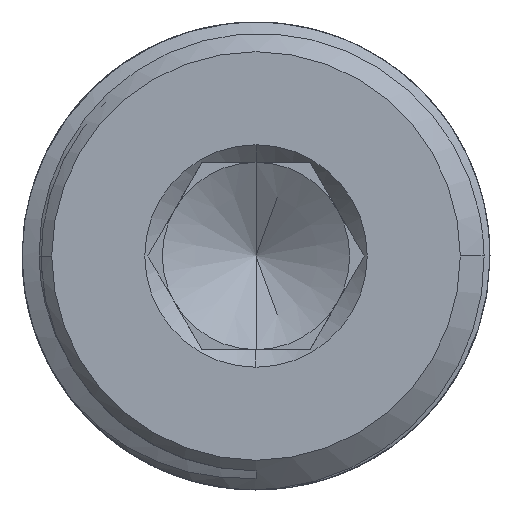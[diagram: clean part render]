
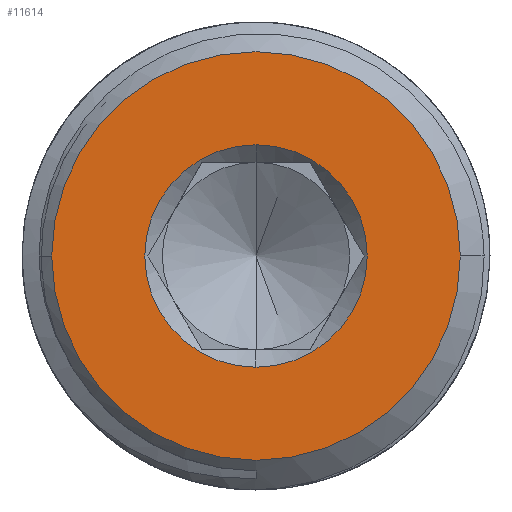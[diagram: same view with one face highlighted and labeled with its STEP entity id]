
A CAD part, left-side view. The second image highlights one B-rep face of the part: STEP entity #11614.
In plain terms, the highlighted planar face has unit normal (-1, 0, 0).
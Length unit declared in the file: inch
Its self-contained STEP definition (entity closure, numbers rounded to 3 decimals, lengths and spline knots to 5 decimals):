
#433 = EDGE_LOOP ( 'NONE', ( #6697, #7686 ) ) ;
#456 = AXIS2_PLACEMENT_3D ( 'NONE', #13483, #8070, #2598 ) ;
#584 = CARTESIAN_POINT ( 'NONE',  ( 0., 0., 0.18701 ) ) ;
#694 = CIRCLE ( 'NONE', #13591, 0.18701 ) ;
#971 = VERTEX_POINT ( 'NONE', #13739 ) ;
#1142 = CIRCLE ( 'NONE', #456, 0.18701 ) ;
#1418 = FACE_BOUND ( 'NONE', #7424, .T. ) ;
#2598 = DIRECTION ( 'NONE',  ( 0., 0., 1. ) ) ;
#2755 = EDGE_CURVE ( 'NONE', #4185, #971, #3437, .T. ) ;
#3187 = AXIS2_PLACEMENT_3D ( 'NONE', #4242, #5328, #14125 ) ;
#3437 = CIRCLE ( 'NONE', #3187, 0.3435 ) ;
#3729 = PLANE ( 'NONE',  #8297 ) ;
#4185 = VERTEX_POINT ( 'NONE', #13842 ) ;
#4242 = CARTESIAN_POINT ( 'NONE',  ( 0., 0., 0. ) ) ;
#5033 = EDGE_CURVE ( 'NONE', #971, #4185, #14261, .T. ) ;
#5328 = DIRECTION ( 'NONE',  ( -1., 0., 0. ) ) ;
#6065 = CARTESIAN_POINT ( 'NONE',  ( 0., 0., 0. ) ) ;
#6437 = DIRECTION ( 'NONE',  ( -1., 0., 0. ) ) ;
#6697 = ORIENTED_EDGE ( 'NONE', *, *, #2755, .T. ) ;
#7032 = DIRECTION ( 'NONE',  ( 0., -1., 0. ) ) ;
#7334 = VERTEX_POINT ( 'NONE', #12345 ) ;
#7424 = EDGE_LOOP ( 'NONE', ( #13215, #12259 ) ) ;
#7686 = ORIENTED_EDGE ( 'NONE', *, *, #5033, .T. ) ;
#7838 = FACE_OUTER_BOUND ( 'NONE', #433, .T. ) ;
#8070 = DIRECTION ( 'NONE',  ( -1., 0., 0. ) ) ;
#8118 = DIRECTION ( 'NONE',  ( -1., 0., 0. ) ) ;
#8297 = AXIS2_PLACEMENT_3D ( 'NONE', #12235, #8118, #7032 ) ;
#9406 = CARTESIAN_POINT ( 'NONE',  ( 0., 0., 0. ) ) ;
#9758 = EDGE_CURVE ( 'NONE', #7334, #10237, #1142, .T. ) ;
#10237 = VERTEX_POINT ( 'NONE', #584 ) ;
#10344 = AXIS2_PLACEMENT_3D ( 'NONE', #6065, #12413, #11542 ) ;
#11542 = DIRECTION ( 'NONE',  ( 0., -1., 0. ) ) ;
#11614 = ADVANCED_FACE ( 'NONE', ( #7838, #1418 ), #3729, .T. ) ;
#12235 = CARTESIAN_POINT ( 'NONE',  ( 0., 0., 0. ) ) ;
#12259 = ORIENTED_EDGE ( 'NONE', *, *, #9758, .F. ) ;
#12345 = CARTESIAN_POINT ( 'NONE',  ( 0., 0., -0.18701 ) ) ;
#12413 = DIRECTION ( 'NONE',  ( -1., 0., 0. ) ) ;
#12586 = EDGE_CURVE ( 'NONE', #10237, #7334, #694, .T. ) ;
#13215 = ORIENTED_EDGE ( 'NONE', *, *, #12586, .F. ) ;
#13483 = CARTESIAN_POINT ( 'NONE',  ( 0., 0., 0. ) ) ;
#13591 = AXIS2_PLACEMENT_3D ( 'NONE', #9406, #6437, #13813 ) ;
#13739 = CARTESIAN_POINT ( 'NONE',  ( 0., -0.3435, 0. ) ) ;
#13813 = DIRECTION ( 'NONE',  ( 0., 0., 1. ) ) ;
#13842 = CARTESIAN_POINT ( 'NONE',  ( 0., 0.3435, 0. ) ) ;
#14125 = DIRECTION ( 'NONE',  ( 0., -1., 0. ) ) ;
#14261 = CIRCLE ( 'NONE', #10344, 0.3435 ) ;
